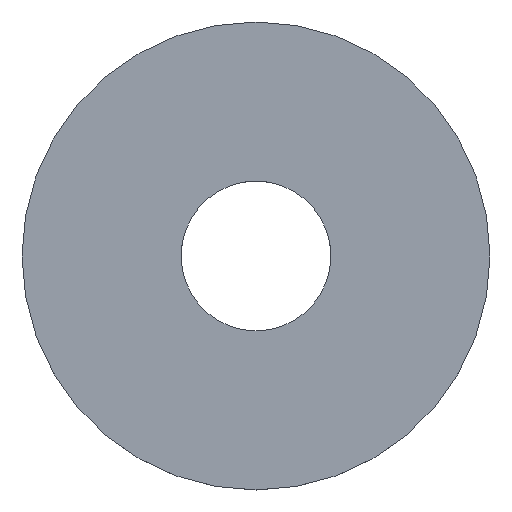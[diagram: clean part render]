
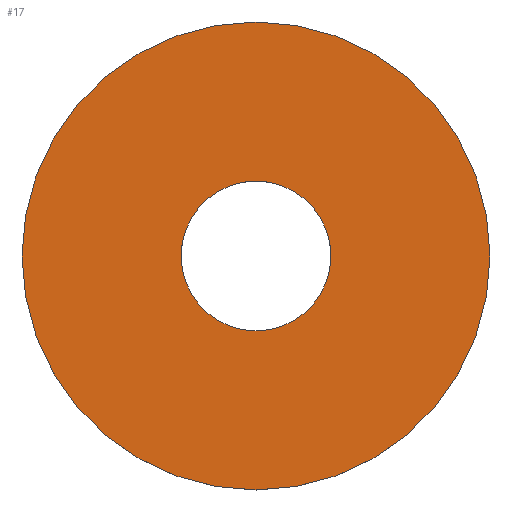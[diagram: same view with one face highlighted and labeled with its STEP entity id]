
A CAD part, top view. The second image highlights one B-rep face of the part: STEP entity #17.
In plain terms, the highlighted planar face has unit normal (0, 0, 1).
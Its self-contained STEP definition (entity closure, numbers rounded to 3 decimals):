
#5 = AXIS2_PLACEMENT_3D ( 'NONE', #16, #153, #93 ) ;
#6 = CARTESIAN_POINT ( 'NONE',  ( 0., 4., 0.7 ) ) ;
#15 = FACE_BOUND ( 'NONE', #108, .T. ) ;
#16 = CARTESIAN_POINT ( 'NONE',  ( 0., 4., 0.7 ) ) ;
#17 = ADVANCED_FACE ( 'NONE', ( #15, #102 ), #144, .T. ) ;
#29 = ORIENTED_EDGE ( 'NONE', *, *, #48, .F. ) ;
#46 = AXIS2_PLACEMENT_3D ( 'NONE', #81, #137, #126 ) ;
#48 = EDGE_CURVE ( 'NONE', #116, #116, #62, .T. ) ;
#49 = VERTEX_POINT ( 'NONE', #6 ) ;
#62 = CIRCLE ( 'NONE', #127, 12.5 ) ;
#81 = CARTESIAN_POINT ( 'NONE',  ( 0., 0., 0.7 ) ) ;
#93 = DIRECTION ( 'NONE',  ( 0., -1., 0. ) ) ;
#97 = CIRCLE ( 'NONE', #46, 4. ) ;
#98 = EDGE_LOOP ( 'NONE', ( #29 ) ) ;
#102 = FACE_OUTER_BOUND ( 'NONE', #98, .T. ) ;
#108 = EDGE_LOOP ( 'NONE', ( #120 ) ) ;
#116 = VERTEX_POINT ( 'NONE', #147 ) ;
#120 = ORIENTED_EDGE ( 'NONE', *, *, #156, .T. ) ;
#126 = DIRECTION ( 'NONE',  ( 0., 1., 0. ) ) ;
#127 = AXIS2_PLACEMENT_3D ( 'NONE', #132, #157, #143 ) ;
#132 = CARTESIAN_POINT ( 'NONE',  ( 0., 0., 0.7 ) ) ;
#137 = DIRECTION ( 'NONE',  ( 0., 0., -1. ) ) ;
#143 = DIRECTION ( 'NONE',  ( 0., 1., 0. ) ) ;
#144 = PLANE ( 'NONE',  #5 ) ;
#147 = CARTESIAN_POINT ( 'NONE',  ( 0., 12.5, 0.7 ) ) ;
#153 = DIRECTION ( 'NONE',  ( 0., 0., 1. ) ) ;
#156 = EDGE_CURVE ( 'NONE', #49, #49, #97, .T. ) ;
#157 = DIRECTION ( 'NONE',  ( 0., 0., -1. ) ) ;
